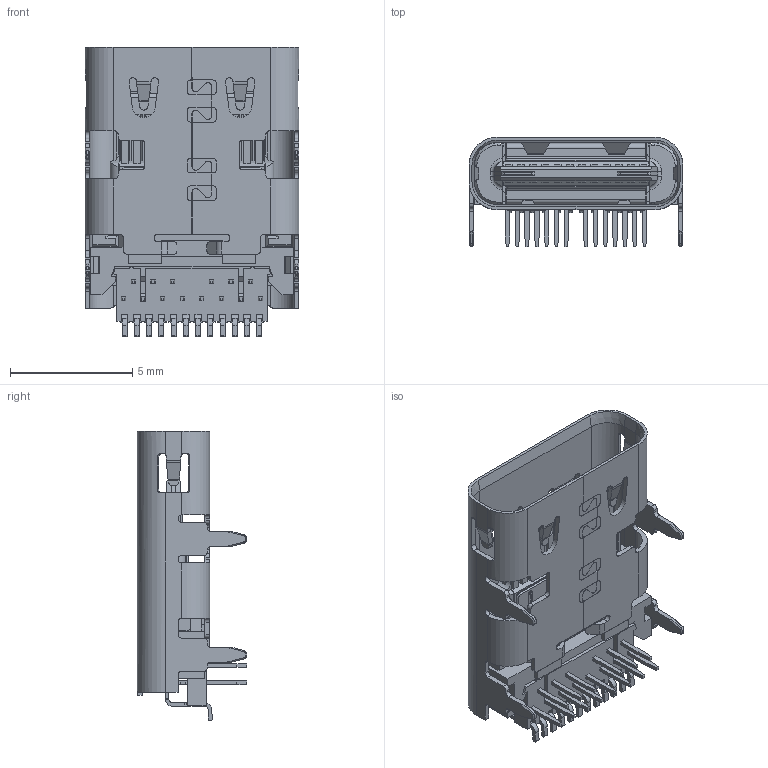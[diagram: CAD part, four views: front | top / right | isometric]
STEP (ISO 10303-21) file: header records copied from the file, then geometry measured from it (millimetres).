
FILE_DESCRIPTION (( 'STEP AP214' ), '1' );
FILE_NAME ('24-02752---Customer-P(028)A143.STEP', '2020-03-13T16:21:03', ( '' ), ( '' ), 'SwSTEP 2.0', 'SolidWorks 2018', '' );
FILE_SCHEMA (( 'AUTOMOTIVE_DESIGN' ));
Length unit declared in the file: millimetre
Products named in the file (1): 24-02752---Customer-P(028)A143
Bounding box: 8.74 x 4.46 x 11.83 mm (x, y, z)
Volume: 123.3 mm3; surface area: 861.4 mm2
Topology: 1 solids, 31 shells, 2503 faces, 6937 edges, 4471 vertices
Faces by surface type: plane 1870, cylinder 519, bspline 44, cone 42, torus 28
Entity records: 88991 total; most frequent: CARTESIAN_POINT 15538, ORIENTED_EDGE 13874, DIRECTION 12527, EDGE_CURVE 6937, VECTOR 5535, LINE 5535, VERTEX_POINT 4471, AXIS2_PLACEMENT_3D 3496
